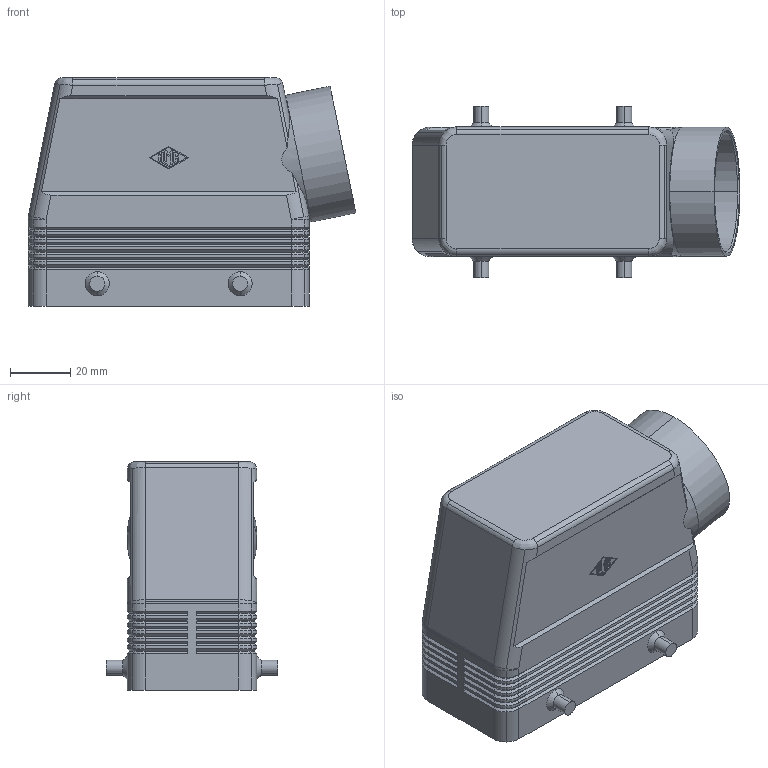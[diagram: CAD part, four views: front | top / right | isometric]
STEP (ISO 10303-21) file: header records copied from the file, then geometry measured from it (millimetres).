
FILE_DESCRIPTION((''),'2;1');
FILE_NAME('MMAO 06.40.stp','2006-12-21T13:27:37',('gembarski'),(''),'Autodesk Inventor 7','Autodesk Inventor 7','');
FILE_SCHEMA(('AUTOMOTIVE_DESIGN { 1 0 10303 214 1 1 1 1 }'));
Length unit declared in the file: millimetre
Products named in the file (1): CAO Tüllengehäuse 2 Bügel für einen Einsatz
Bounding box: 108.99 x 57 x 76 mm (x, y, z)
Volume: 69592.6 mm3; surface area: 47139.3 mm2
Topology: 1 solids, 1 shells, 530 faces, 1254 edges, 736 vertices
Faces by surface type: plane 196, cylinder 134, cone 108, bspline 88, sphere 4
Entity records: 16021 total; most frequent: CARTESIAN_POINT 3983, DIRECTION 2518, ORIENTED_EDGE 2492, EDGE_CURVE 1246, AXIS2_PLACEMENT_3D 853, VECTOR 812, LINE 812, VERTEX_POINT 736
